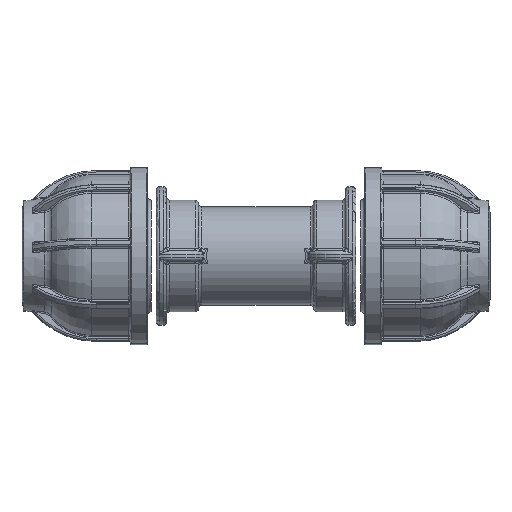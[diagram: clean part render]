
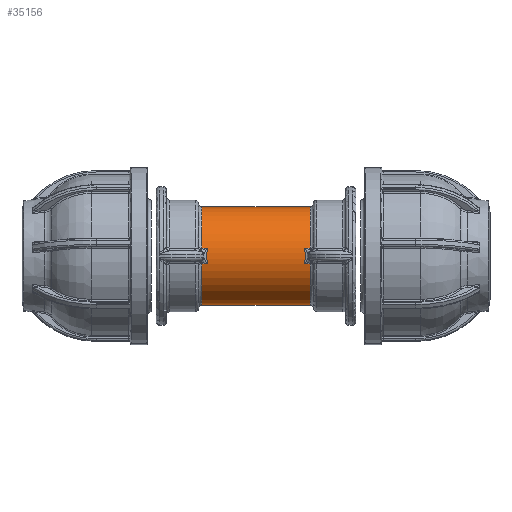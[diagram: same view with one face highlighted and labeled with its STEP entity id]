
A CAD part, front view. The second image highlights one B-rep face of the part: STEP entity #35156.
In plain terms, the highlighted cylindrical face has radius 14.5 mm (diameter 29 mm), a partial arc.
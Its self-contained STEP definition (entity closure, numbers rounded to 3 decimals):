
#1025 = CARTESIAN_POINT ( 'NONE',  ( -16., 0., 14.5 ) ) ;
#1026 = CARTESIAN_POINT ( 'NONE',  ( 16., 0., 14.5 ) ) ;
#1027 = CARTESIAN_POINT ( 'NONE',  ( -16., -14.31, 2.339 ) ) ;
#1028 = CARTESIAN_POINT ( 'NONE',  ( 16., -14.31, 2.339 ) ) ;
#1029 = CARTESIAN_POINT ( 'NONE',  ( 14.444, -14.31, 2.339 ) ) ;
#1030 = CARTESIAN_POINT ( 'NONE',  ( 14.444, -14.31, -2.339 ) ) ;
#1031 = CARTESIAN_POINT ( 'NONE',  ( -16., 0., -14.5 ) ) ;
#1032 = CARTESIAN_POINT ( 'NONE',  ( -16., -14.31, -2.339 ) ) ;
#1034 = CARTESIAN_POINT ( 'NONE',  ( 16., -14.31, -2.339 ) ) ;
#1035 = CARTESIAN_POINT ( 'NONE',  ( 16., 0., -14.5 ) ) ;
#1296 = CARTESIAN_POINT ( 'NONE',  ( -14.444, -14.31, -2.339 ) ) ;
#1297 = CARTESIAN_POINT ( 'NONE',  ( -14.444, -14.31, 2.339 ) ) ;
#10318 = CIRCLE ( 'NONE', #10323, 14.5 ) ;
#10319 = CIRCLE ( 'NONE', #10321, 14.5 ) ;
#10320 = VECTOR ( 'NONE', #11195, 1000. ) ;
#10321 = AXIS2_PLACEMENT_3D ( 'NONE', #11196, #11197, #11198 ) ;
#10322 = CIRCLE ( 'NONE', #10327, 14.5 ) ;
#10323 = AXIS2_PLACEMENT_3D ( 'NONE', #11199, #11200, #11201 ) ;
#10324 = VECTOR ( 'NONE', #11203, 1000. ) ;
#10326 = VECTOR ( 'NONE', #11211, 1000. ) ;
#10327 = AXIS2_PLACEMENT_3D ( 'NONE', #11212, #11213, #11214 ) ;
#10328 = CIRCLE ( 'NONE', #10330, 14.5 ) ;
#10329 = VECTOR ( 'NONE', #11216, 1000. ) ;
#10330 = AXIS2_PLACEMENT_3D ( 'NONE', #11217, #11218, #11219 ) ;
#10331 = VECTOR ( 'NONE', #11221, 1000. ) ;
#10332 = VECTOR ( 'NONE', #11229, 1000. ) ;
#11194 = CARTESIAN_POINT ( 'NONE',  ( 0., 0., -14.5 ) ) ;
#11195 = DIRECTION ( 'NONE',  ( 1., 0., 0. ) ) ;
#11196 = CARTESIAN_POINT ( 'NONE',  ( -16., 0., 0. ) ) ;
#11197 = DIRECTION ( 'NONE',  ( 1., 0., 0. ) ) ;
#11198 = DIRECTION ( 'NONE',  ( 0., 0., -1. ) ) ;
#11199 = CARTESIAN_POINT ( 'NONE',  ( 16., 0., 0. ) ) ;
#11200 = DIRECTION ( 'NONE',  ( -1., 0., 0. ) ) ;
#11201 = DIRECTION ( 'NONE',  ( 0., 0., 1. ) ) ;
#11202 = CARTESIAN_POINT ( 'NONE',  ( 0., -14.31, -2.339 ) ) ;
#11203 = DIRECTION ( 'NONE',  ( -1., 0., 0. ) ) ;
#11204 = CARTESIAN_POINT ( 'NONE',  ( 14.444, -14.31, -2.339 ) ) ;
#11205 = CARTESIAN_POINT ( 'NONE',  ( 14.5, -14.436, -1.566 ) ) ;
#11206 = CARTESIAN_POINT ( 'NONE',  ( 14.53, -14.5, -0.783 ) ) ;
#11207 = CARTESIAN_POINT ( 'NONE',  ( 14.53, -14.5, 0.787 ) ) ;
#11208 = CARTESIAN_POINT ( 'NONE',  ( 14.5, -14.436, 1.566 ) ) ;
#11209 = CARTESIAN_POINT ( 'NONE',  ( 14.444, -14.31, 2.339 ) ) ;
#11210 = CARTESIAN_POINT ( 'NONE',  ( 0., -14.31, 2.339 ) ) ;
#11211 = DIRECTION ( 'NONE',  ( 1., 0., 0. ) ) ;
#11212 = CARTESIAN_POINT ( 'NONE',  ( 16., 0., 0. ) ) ;
#11213 = DIRECTION ( 'NONE',  ( -1., 0., 0. ) ) ;
#11214 = DIRECTION ( 'NONE',  ( 0., 0., 1. ) ) ;
#11215 = CARTESIAN_POINT ( 'NONE',  ( 0., 0., 14.5 ) ) ;
#11216 = DIRECTION ( 'NONE',  ( 1., 0., 0. ) ) ;
#11217 = CARTESIAN_POINT ( 'NONE',  ( -16., 0., 0. ) ) ;
#11218 = DIRECTION ( 'NONE',  ( 1., 0., 0. ) ) ;
#11219 = DIRECTION ( 'NONE',  ( 0., 0., -1. ) ) ;
#11220 = CARTESIAN_POINT ( 'NONE',  ( 0., -14.31, 2.339 ) ) ;
#11221 = DIRECTION ( 'NONE',  ( 1., 0., 0. ) ) ;
#11222 = CARTESIAN_POINT ( 'NONE',  ( -14.444, -14.31, 2.339 ) ) ;
#11223 = CARTESIAN_POINT ( 'NONE',  ( -14.5, -14.436, 1.566 ) ) ;
#11224 = CARTESIAN_POINT ( 'NONE',  ( -14.53, -14.5, 0.783 ) ) ;
#11225 = CARTESIAN_POINT ( 'NONE',  ( -14.53, -14.5, -0.787 ) ) ;
#11226 = CARTESIAN_POINT ( 'NONE',  ( -14.5, -14.436, -1.566 ) ) ;
#11227 = CARTESIAN_POINT ( 'NONE',  ( -14.444, -14.31, -2.339 ) ) ;
#11228 = CARTESIAN_POINT ( 'NONE',  ( 0., -14.31, -2.339 ) ) ;
#11229 = DIRECTION ( 'NONE',  ( -1., 0., 0. ) ) ;
#18742 = EDGE_CURVE ( 'NONE', #47497, #47502, #56149, .T. ) ;
#18743 = EDGE_CURVE ( 'NONE', #47499, #47497, #10319, .T. ) ;
#18744 = EDGE_CURVE ( 'NONE', #47502, #47501, #10318, .T. ) ;
#18745 = EDGE_CURVE ( 'NONE', #47501, #47496, #56150, .T. ) ;
#18746 = EDGE_CURVE ( 'NONE', #47496, #47495, #18958, .T. ) ;
#18747 = EDGE_CURVE ( 'NONE', #47495, #47494, #56151, .T. ) ;
#18748 = EDGE_CURVE ( 'NONE', #47494, #47492, #10322, .T. ) ;
#18749 = EDGE_CURVE ( 'NONE', #47491, #47492, #56152, .T. ) ;
#18750 = EDGE_CURVE ( 'NONE', #47491, #47493, #10328, .T. ) ;
#18751 = EDGE_CURVE ( 'NONE', #47493, #47822, #56153, .T. ) ;
#18752 = EDGE_CURVE ( 'NONE', #47822, #47821, #18959, .T. ) ;
#18753 = EDGE_CURVE ( 'NONE', #47821, #47499, #56154, .T. ) ;
#18958 = B_SPLINE_CURVE_WITH_KNOTS ( 'NONE', 3,
 ( #11204, #11205, #11206, #11207, #11208, #11209 ),
 .UNSPECIFIED., .F., .F.,
 ( 4, 2, 4 ),
 ( 0., 0.002, 0.005 ),
 .UNSPECIFIED. ) ;
#18959 = B_SPLINE_CURVE_WITH_KNOTS ( 'NONE', 3,
 ( #11222, #11223, #11224, #11225, #11226, #11227 ),
 .UNSPECIFIED., .F., .F.,
 ( 4, 2, 4 ),
 ( 0., 0.002, 0.005 ),
 .UNSPECIFIED. ) ;
#30823 = FACE_OUTER_BOUND ( 'NONE', #46722, .T. ) ;
#30824 = CYLINDRICAL_SURFACE ( 'NONE', #35350, 14.5 ) ;
#35156 = ADVANCED_FACE ( 'NONE', ( #30823 ), #30824, .T. ) ;
#35350 = AXIS2_PLACEMENT_3D ( 'NONE', #41692, #41693, #41694 ) ;
#39571 = ORIENTED_EDGE ( 'NONE', *, *, #18743, .T. ) ;
#39573 = ORIENTED_EDGE ( 'NONE', *, *, #18744, .T. ) ;
#39574 = ORIENTED_EDGE ( 'NONE', *, *, #18742, .T. ) ;
#39575 = ORIENTED_EDGE ( 'NONE', *, *, #18745, .T. ) ;
#39576 = ORIENTED_EDGE ( 'NONE', *, *, #18746, .T. ) ;
#39577 = ORIENTED_EDGE ( 'NONE', *, *, #18747, .T. ) ;
#39578 = ORIENTED_EDGE ( 'NONE', *, *, #18748, .T. ) ;
#39579 = ORIENTED_EDGE ( 'NONE', *, *, #18749, .F. ) ;
#39580 = ORIENTED_EDGE ( 'NONE', *, *, #18750, .T. ) ;
#39581 = ORIENTED_EDGE ( 'NONE', *, *, #18751, .T. ) ;
#39582 = ORIENTED_EDGE ( 'NONE', *, *, #18752, .T. ) ;
#39583 = ORIENTED_EDGE ( 'NONE', *, *, #18753, .T. ) ;
#41692 = CARTESIAN_POINT ( 'NONE',  ( 0., 0., 0. ) ) ;
#41693 = DIRECTION ( 'NONE',  ( 1., 0., 0. ) ) ;
#41694 = DIRECTION ( 'NONE',  ( 0., 0., 1. ) ) ;
#46722 = EDGE_LOOP ( 'NONE', ( #39571, #39574, #39573, #39575, #39576, #39577, #39578, #39579, #39580, #39581, #39582, #39583 ) ) ;
#47491 = VERTEX_POINT ( 'NONE', #1025 ) ;
#47492 = VERTEX_POINT ( 'NONE', #1026 ) ;
#47493 = VERTEX_POINT ( 'NONE', #1027 ) ;
#47494 = VERTEX_POINT ( 'NONE', #1028 ) ;
#47495 = VERTEX_POINT ( 'NONE', #1029 ) ;
#47496 = VERTEX_POINT ( 'NONE', #1030 ) ;
#47497 = VERTEX_POINT ( 'NONE', #1031 ) ;
#47499 = VERTEX_POINT ( 'NONE', #1032 ) ;
#47501 = VERTEX_POINT ( 'NONE', #1034 ) ;
#47502 = VERTEX_POINT ( 'NONE', #1035 ) ;
#47821 = VERTEX_POINT ( 'NONE', #1296 ) ;
#47822 = VERTEX_POINT ( 'NONE', #1297 ) ;
#56149 = LINE ( 'NONE', #11194, #10320 ) ;
#56150 = LINE ( 'NONE', #11202, #10324 ) ;
#56151 = LINE ( 'NONE', #11210, #10326 ) ;
#56152 = LINE ( 'NONE', #11215, #10329 ) ;
#56153 = LINE ( 'NONE', #11220, #10331 ) ;
#56154 = LINE ( 'NONE', #11228, #10332 ) ;
